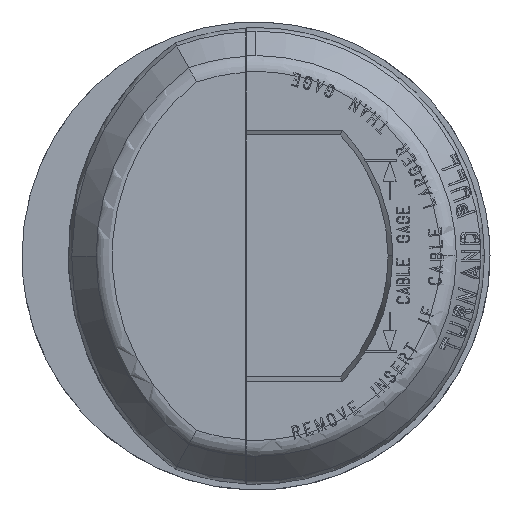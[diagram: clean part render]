
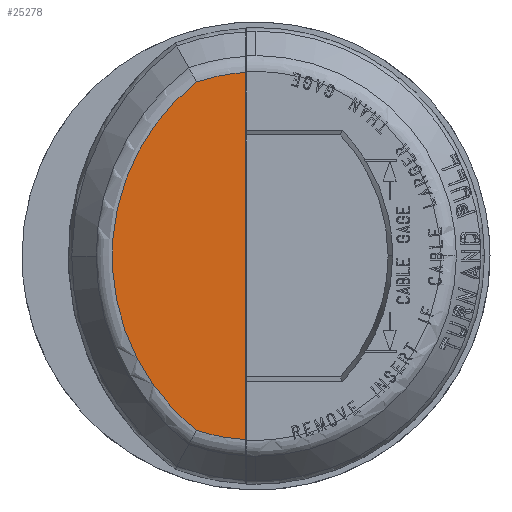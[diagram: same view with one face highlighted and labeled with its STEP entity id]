
A CAD part, left-side view. The second image highlights one B-rep face of the part: STEP entity #25278.
In plain terms, the highlighted planar face has unit normal (-1, 0, 0).
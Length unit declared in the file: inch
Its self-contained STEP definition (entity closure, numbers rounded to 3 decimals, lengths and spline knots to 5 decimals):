
#1734 = CARTESIAN_POINT ( 'NONE',  ( -2.469, 0.28301, -0.82841 ) ) ;
#1889 = CARTESIAN_POINT ( 'NONE',  ( -2.469, 0.049, -0.87355 ) ) ;
#2292 = CARTESIAN_POINT ( 'NONE',  ( -2.469, 0.67464, -0.15894 ) ) ;
#4802 = EDGE_CURVE ( 'NONE', #34097, #11428, #47650, .T. ) ;
#6012 = CARTESIAN_POINT ( 'NONE',  ( -2.469, 0.50121, -0.59903 ) ) ;
#6784 = ORIENTED_EDGE ( 'NONE', *, *, #21108, .F. ) ;
#8402 = CARTESIAN_POINT ( 'NONE',  ( -2.469, 0.049, -0.29164 ) ) ;
#9041 = CARTESIAN_POINT ( 'NONE',  ( -2.469, 0.049, 0.87217 ) ) ;
#9195 = DIRECTION ( 'NONE',  ( -1., 0., 0. ) ) ;
#9968 = CARTESIAN_POINT ( 'NONE',  ( -2.469, 0.61282, -0.3888 ) ) ;
#10229 = CARTESIAN_POINT ( 'NONE',  ( -2.469, 0.68354, 0.07892 ) ) ;
#11428 = VERTEX_POINT ( 'NONE', #1889 ) ;
#11613 = PLANE ( 'NONE',  #48793 ) ;
#13696 = CARTESIAN_POINT ( 'NONE',  ( -2.469, 0.63907, -0.31413 ) ) ;
#14231 = CARTESIAN_POINT ( 'NONE',  ( -2.469, 0.68354, -0.0803 ) ) ;
#15217 = EDGE_LOOP ( 'NONE', ( #36158, #6784, #38593, #39279 ) ) ;
#16257 = EDGE_CURVE ( 'NONE', #32988, #23972, #22000, .T. ) ;
#16349 = CARTESIAN_POINT ( 'NONE',  ( -2.469, 0.40158, 0.72185 ) ) ;
#17798 = CARTESIAN_POINT ( 'NONE',  ( -2.469, 0.20755, 0.85265 ) ) ;
#18470 = CARTESIAN_POINT ( 'NONE',  ( -2.469, 0.34545, -0.779 ) ) ;
#19572 = EDGE_CURVE ( 'NONE', #32988, #34097, #44140, .T. ) ;
#20206 = CARTESIAN_POINT ( 'NONE',  ( -2.469, 0.28301, 0.82703 ) ) ;
#21108 = EDGE_CURVE ( 'NONE', #11428, #23972, #24763, .T. ) ;
#21797 = CARTESIAN_POINT ( 'NONE',  ( -2.469, 0.049, -0.87355 ) ) ;
#22000 = B_SPLINE_CURVE_WITH_KNOTS ( 'NONE', 3,
 ( #51155, #32954, #16349, #47386, #27025, #30827, #51109, #42573, #10229, #14231, #2292, #13696, #9968, #38849, #6012, #34294, #18470, #1734 ),
 .UNSPECIFIED., .F., .F.,
 ( 4, 2, 2, 2, 2, 2, 2, 2, 4 ),
 ( 0., 0.125, 0.25, 0.375, 0.5, 0.625, 0.75, 0.875, 1. ),
 .UNSPECIFIED. ) ;
#23972 = VERTEX_POINT ( 'NONE', #25904 ) ;
#24763 = B_SPLINE_CURVE_WITH_KNOTS ( 'NONE', 3,
 ( #21797, #38205, #28842, #45153 ),
 .UNSPECIFIED., .F., .F.,
 ( 4, 4 ),
 ( 0., 1. ),
 .UNSPECIFIED. ) ;
#25278 = ADVANCED_FACE ( 'NONE', ( #35947 ), #11613, .T. ) ;
#25904 = CARTESIAN_POINT ( 'NONE',  ( -2.469, 0.28301, -0.82841 ) ) ;
#27025 = CARTESIAN_POINT ( 'NONE',  ( -2.469, 0.54347, 0.53074 ) ) ;
#28431 = CARTESIAN_POINT ( 'NONE',  ( -2.469, 0.049, -0.87355 ) ) ;
#28842 = CARTESIAN_POINT ( 'NONE',  ( -2.469, 0.20755, -0.85403 ) ) ;
#29334 = CARTESIAN_POINT ( 'NONE',  ( -2.469, 0.12857, 0.86788 ) ) ;
#29586 = CARTESIAN_POINT ( 'NONE',  ( -2.469, 0.28301, 0.82703 ) ) ;
#30827 = CARTESIAN_POINT ( 'NONE',  ( -2.469, 0.61282, 0.38742 ) ) ;
#32954 = CARTESIAN_POINT ( 'NONE',  ( -2.469, 0.34544, 0.77762 ) ) ;
#32988 = VERTEX_POINT ( 'NONE', #20206 ) ;
#33517 = CARTESIAN_POINT ( 'NONE',  ( -2.469, 0.002, -0.00069 ) ) ;
#34097 = VERTEX_POINT ( 'NONE', #35298 ) ;
#34294 = CARTESIAN_POINT ( 'NONE',  ( -2.469, 0.40158, -0.72324 ) ) ;
#35298 = CARTESIAN_POINT ( 'NONE',  ( -2.469, 0.049, 0.87217 ) ) ;
#35947 = FACE_OUTER_BOUND ( 'NONE', #15217, .T. ) ;
#36158 = ORIENTED_EDGE ( 'NONE', *, *, #16257, .T. ) ;
#38205 = CARTESIAN_POINT ( 'NONE',  ( -2.469, 0.12858, -0.86926 ) ) ;
#38593 = ORIENTED_EDGE ( 'NONE', *, *, #4802, .F. ) ;
#38849 = CARTESIAN_POINT ( 'NONE',  ( -2.469, 0.54347, -0.53212 ) ) ;
#39279 = ORIENTED_EDGE ( 'NONE', *, *, #19572, .F. ) ;
#40489 = CARTESIAN_POINT ( 'NONE',  ( -2.469, 0.049, 0.87217 ) ) ;
#42573 = CARTESIAN_POINT ( 'NONE',  ( -2.469, 0.67464, 0.15756 ) ) ;
#44140 = B_SPLINE_CURVE_WITH_KNOTS ( 'NONE', 3,
 ( #29586, #17798, #29334, #9041 ),
 .UNSPECIFIED., .F., .F.,
 ( 4, 4 ),
 ( 0., 1. ),
 .UNSPECIFIED. ) ;
#45027 = CARTESIAN_POINT ( 'NONE',  ( -2.469, 0.049, 0.29026 ) ) ;
#45153 = CARTESIAN_POINT ( 'NONE',  ( -2.469, 0.28301, -0.82841 ) ) ;
#47386 = CARTESIAN_POINT ( 'NONE',  ( -2.469, 0.50121, 0.59765 ) ) ;
#47650 = B_SPLINE_CURVE_WITH_KNOTS ( 'NONE', 3,
 ( #40489, #45027, #8402, #28431 ),
 .UNSPECIFIED., .F., .F.,
 ( 4, 4 ),
 ( 0., 1. ),
 .UNSPECIFIED. ) ;
#48793 = AXIS2_PLACEMENT_3D ( 'NONE', #33517, #9195, #49271 ) ;
#49271 = DIRECTION ( 'NONE',  ( 0., 0., 1. ) ) ;
#51109 = CARTESIAN_POINT ( 'NONE',  ( -2.469, 0.63906, 0.31275 ) ) ;
#51155 = CARTESIAN_POINT ( 'NONE',  ( -2.469, 0.28301, 0.82703 ) ) ;
